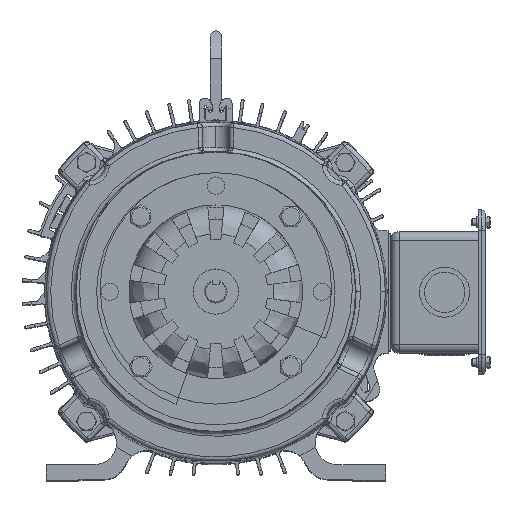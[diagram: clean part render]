
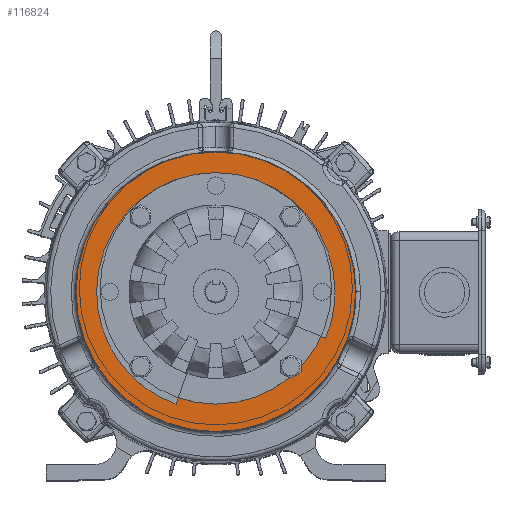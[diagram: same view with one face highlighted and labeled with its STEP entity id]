
A CAD part, top view. The second image highlights one B-rep face of the part: STEP entity #116824.
In plain terms, the highlighted planar face has unit normal (0, 0, 1).
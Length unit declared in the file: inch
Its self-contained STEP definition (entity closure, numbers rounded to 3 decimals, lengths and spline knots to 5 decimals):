
#524 = EDGE_LOOP ( 'NONE', ( #116707, #154877 ) ) ;
#2312 = DIRECTION ( 'NONE',  ( 0., 0., 1. ) ) ;
#4698 = CIRCLE ( 'NONE', #11292, 0.156 ) ;
#4832 = ORIENTED_EDGE ( 'NONE', *, *, #59222, .F. ) ;
#5191 = CIRCLE ( 'NONE', #78770, 0.156 ) ;
#6149 = VERTEX_POINT ( 'NONE', #91343 ) ;
#7458 = VERTEX_POINT ( 'NONE', #111382 ) ;
#7499 = ORIENTED_EDGE ( 'NONE', *, *, #82498, .F. ) ;
#9629 = DIRECTION ( 'NONE',  ( 1., 0., 0. ) ) ;
#9852 = ORIENTED_EDGE ( 'NONE', *, *, #126003, .F. ) ;
#11292 = AXIS2_PLACEMENT_3D ( 'NONE', #140895, #2312, #115408 ) ;
#13142 = FACE_BOUND ( 'NONE', #139876, .T. ) ;
#13631 = ORIENTED_EDGE ( 'NONE', *, *, #82959, .F. ) ;
#14000 = AXIS2_PLACEMENT_3D ( 'NONE', #63781, #151872, #139718 ) ;
#14654 = DIRECTION ( 'NONE',  ( 0., 0., 1. ) ) ;
#18155 = VERTEX_POINT ( 'NONE', #32018 ) ;
#19417 = VERTEX_POINT ( 'NONE', #138059 ) ;
#20273 = ORIENTED_EDGE ( 'NONE', *, *, #27668, .F. ) ;
#20518 = DIRECTION ( 'NONE',  ( 0., 0., -1. ) ) ;
#21234 = EDGE_LOOP ( 'NONE', ( #120757, #9852 ) ) ;
#22206 = VERTEX_POINT ( 'NONE', #88265 ) ;
#22704 = ORIENTED_EDGE ( 'NONE', *, *, #57044, .F. ) ;
#22926 = CIRCLE ( 'NONE', #92566, 3.87113 ) ;
#23425 = DIRECTION ( 'NONE',  ( 1., 0., 0. ) ) ;
#23509 = CARTESIAN_POINT ( 'NONE',  ( -2.24925, 0., 7.561 ) ) ;
#26364 = AXIS2_PLACEMENT_3D ( 'NONE', #65105, #14654, #66749 ) ;
#27428 = CIRCLE ( 'NONE', #129318, 0.156 ) ;
#27668 = EDGE_CURVE ( 'NONE', #90582, #69168, #27428, .T. ) ;
#30355 = EDGE_CURVE ( 'NONE', #61561, #64736, #140195, .T. ) ;
#32018 = CARTESIAN_POINT ( 'NONE',  ( 2.23313, -2.07713, 7.561 ) ) ;
#33420 = CIRCLE ( 'NONE', #114530, 0.156 ) ;
#37072 = EDGE_LOOP ( 'NONE', ( #13631, #22704 ) ) ;
#38308 = CARTESIAN_POINT ( 'NONE',  ( 2.07713, -2.07713, 7.561 ) ) ;
#41038 = FACE_BOUND ( 'NONE', #119777, .T. ) ;
#43698 = CIRCLE ( 'NONE', #26364, 2.24925 ) ;
#44391 = DIRECTION ( 'NONE',  ( 0., 0., 1. ) ) ;
#46935 = FACE_BOUND ( 'NONE', #21234, .T. ) ;
#51441 = CARTESIAN_POINT ( 'NONE',  ( -3.87113, 0., 7.561 ) ) ;
#52439 = CIRCLE ( 'NONE', #80179, 0.156 ) ;
#54013 = CARTESIAN_POINT ( 'NONE',  ( -2.23313, -2.07713, 7.561 ) ) ;
#55838 = CARTESIAN_POINT ( 'NONE',  ( 0., 0., 7.561 ) ) ;
#57044 = EDGE_CURVE ( 'NONE', #135485, #7458, #116818, .T. ) ;
#57614 = DIRECTION ( 'NONE',  ( 1., 0., 0. ) ) ;
#58730 = DIRECTION ( 'NONE',  ( 1., 0., 0. ) ) ;
#58798 = DIRECTION ( 'NONE',  ( -1., 0., 0. ) ) ;
#59222 = EDGE_CURVE ( 'NONE', #6149, #150685, #5191, .T. ) ;
#60813 = ORIENTED_EDGE ( 'NONE', *, *, #142988, .F. ) ;
#61258 = AXIS2_PLACEMENT_3D ( 'NONE', #74325, #162419, #163535 ) ;
#61561 = VERTEX_POINT ( 'NONE', #142224 ) ;
#62229 = CARTESIAN_POINT ( 'NONE',  ( -1.92113, -2.07713, 7.561 ) ) ;
#63781 = CARTESIAN_POINT ( 'NONE',  ( 0., 0., 7.561 ) ) ;
#64736 = VERTEX_POINT ( 'NONE', #23509 ) ;
#65105 = CARTESIAN_POINT ( 'NONE',  ( 0., 0., 7.561 ) ) ;
#66749 = DIRECTION ( 'NONE',  ( 1., 0., 0. ) ) ;
#67485 = DIRECTION ( 'NONE',  ( 0., 0., -1. ) ) ;
#69168 = VERTEX_POINT ( 'NONE', #54013 ) ;
#69507 = DIRECTION ( 'NONE',  ( 1., 0., 0. ) ) ;
#69949 = DIRECTION ( 'NONE',  ( 1., 0., 0. ) ) ;
#70070 = CARTESIAN_POINT ( 'NONE',  ( 2.07713, 2.07713, 7.561 ) ) ;
#72766 = DIRECTION ( 'NONE',  ( 0., 0., 1. ) ) ;
#74325 = CARTESIAN_POINT ( 'NONE',  ( 2.07713, 2.07713, 7.561 ) ) ;
#75197 = EDGE_CURVE ( 'NONE', #18155, #22206, #33420, .T. ) ;
#77631 = EDGE_CURVE ( 'NONE', #135984, #19417, #93062, .T. ) ;
#78770 = AXIS2_PLACEMENT_3D ( 'NONE', #70070, #82779, #69507 ) ;
#80179 = AXIS2_PLACEMENT_3D ( 'NONE', #150861, #87707, #23425 ) ;
#82075 = AXIS2_PLACEMENT_3D ( 'NONE', #82529, #44391, #58730 ) ;
#82336 = ORIENTED_EDGE ( 'NONE', *, *, #75197, .F. ) ;
#82498 = EDGE_CURVE ( 'NONE', #22206, #18155, #52439, .T. ) ;
#82529 = CARTESIAN_POINT ( 'NONE',  ( -2.07713, -2.07713, 7.561 ) ) ;
#82779 = DIRECTION ( 'NONE',  ( 0., 0., 1. ) ) ;
#82959 = EDGE_CURVE ( 'NONE', #7458, #135485, #4698, .T. ) ;
#87707 = DIRECTION ( 'NONE',  ( 0., 0., 1. ) ) ;
#88265 = CARTESIAN_POINT ( 'NONE',  ( 1.92113, -2.07713, 7.561 ) ) ;
#88340 = AXIS2_PLACEMENT_3D ( 'NONE', #132986, #94213, #57614 ) ;
#90559 = CIRCLE ( 'NONE', #61258, 0.156 ) ;
#90582 = VERTEX_POINT ( 'NONE', #62229 ) ;
#91178 = AXIS2_PLACEMENT_3D ( 'NONE', #120913, #94903, #69949 ) ;
#91343 = CARTESIAN_POINT ( 'NONE',  ( 1.92113, 2.07713, 7.561 ) ) ;
#92503 = CARTESIAN_POINT ( 'NONE',  ( 2.23313, 2.07713, 7.561 ) ) ;
#92566 = AXIS2_PLACEMENT_3D ( 'NONE', #55838, #67485, #144493 ) ;
#93062 = CIRCLE ( 'NONE', #88340, 3.87113 ) ;
#93780 = EDGE_CURVE ( 'NONE', #150685, #6149, #90559, .T. ) ;
#94213 = DIRECTION ( 'NONE',  ( 0., 0., -1. ) ) ;
#94903 = DIRECTION ( 'NONE',  ( 0., 0., 1. ) ) ;
#96478 = FACE_BOUND ( 'NONE', #37072, .T. ) ;
#100529 = FACE_BOUND ( 'NONE', #134113, .T. ) ;
#108140 = CARTESIAN_POINT ( 'NONE',  ( 0., 4.5734, 7.561 ) ) ;
#111382 = CARTESIAN_POINT ( 'NONE',  ( -1.92113, 2.07713, 7.561 ) ) ;
#114350 = FACE_OUTER_BOUND ( 'NONE', #524, .T. ) ;
#114530 = AXIS2_PLACEMENT_3D ( 'NONE', #38308, #126360, #114716 ) ;
#114716 = DIRECTION ( 'NONE',  ( 1., 0., 0. ) ) ;
#115408 = DIRECTION ( 'NONE',  ( 1., 0., 0. ) ) ;
#116707 = ORIENTED_EDGE ( 'NONE', *, *, #149234, .F. ) ;
#116818 = CIRCLE ( 'NONE', #91178, 0.156 ) ;
#116824 = ADVANCED_FACE ( 'NONE', ( #114350, #46935, #96478, #13142, #41038, #100529 ), #120263, .F. ) ;
#118561 = CARTESIAN_POINT ( 'NONE',  ( -2.23313, 2.07713, 7.561 ) ) ;
#119777 = EDGE_LOOP ( 'NONE', ( #82336, #7499 ) ) ;
#120263 = PLANE ( 'NONE',  #164507 ) ;
#120757 = ORIENTED_EDGE ( 'NONE', *, *, #30355, .F. ) ;
#120913 = CARTESIAN_POINT ( 'NONE',  ( -2.07713, 2.07713, 7.561 ) ) ;
#122105 = CIRCLE ( 'NONE', #82075, 0.156 ) ;
#126003 = EDGE_CURVE ( 'NONE', #64736, #61561, #43698, .T. ) ;
#126360 = DIRECTION ( 'NONE',  ( 0., 0., 1. ) ) ;
#129318 = AXIS2_PLACEMENT_3D ( 'NONE', #137081, #72766, #9629 ) ;
#132986 = CARTESIAN_POINT ( 'NONE',  ( 0., 0., 7.561 ) ) ;
#134113 = EDGE_LOOP ( 'NONE', ( #157348, #4832 ) ) ;
#135485 = VERTEX_POINT ( 'NONE', #118561 ) ;
#135984 = VERTEX_POINT ( 'NONE', #51441 ) ;
#137081 = CARTESIAN_POINT ( 'NONE',  ( -2.07713, -2.07713, 7.561 ) ) ;
#138059 = CARTESIAN_POINT ( 'NONE',  ( 3.87113, 0., 7.561 ) ) ;
#139718 = DIRECTION ( 'NONE',  ( 1., 0., 0. ) ) ;
#139876 = EDGE_LOOP ( 'NONE', ( #20273, #60813 ) ) ;
#140195 = CIRCLE ( 'NONE', #14000, 2.24925 ) ;
#140895 = CARTESIAN_POINT ( 'NONE',  ( -2.07713, 2.07713, 7.561 ) ) ;
#142224 = CARTESIAN_POINT ( 'NONE',  ( 2.24925, 0., 7.561 ) ) ;
#142988 = EDGE_CURVE ( 'NONE', #69168, #90582, #122105, .T. ) ;
#144493 = DIRECTION ( 'NONE',  ( 1., 0., 0. ) ) ;
#149234 = EDGE_CURVE ( 'NONE', #19417, #135984, #22926, .T. ) ;
#150685 = VERTEX_POINT ( 'NONE', #92503 ) ;
#150861 = CARTESIAN_POINT ( 'NONE',  ( 2.07713, -2.07713, 7.561 ) ) ;
#151872 = DIRECTION ( 'NONE',  ( 0., 0., 1. ) ) ;
#154877 = ORIENTED_EDGE ( 'NONE', *, *, #77631, .F. ) ;
#157348 = ORIENTED_EDGE ( 'NONE', *, *, #93780, .F. ) ;
#162419 = DIRECTION ( 'NONE',  ( 0., 0., 1. ) ) ;
#163535 = DIRECTION ( 'NONE',  ( 1., 0., 0. ) ) ;
#164507 = AXIS2_PLACEMENT_3D ( 'NONE', #108140, #20518, #58798 ) ;
